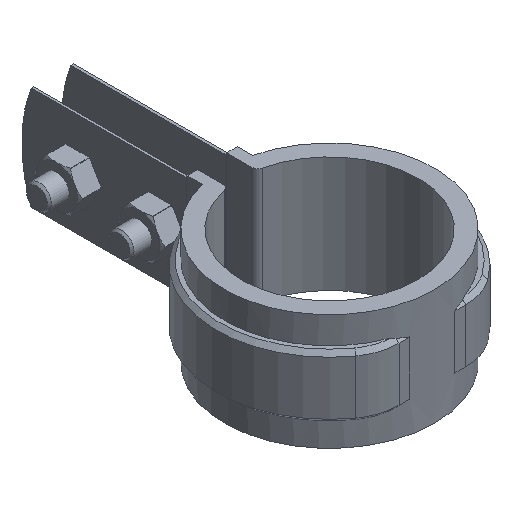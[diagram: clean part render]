
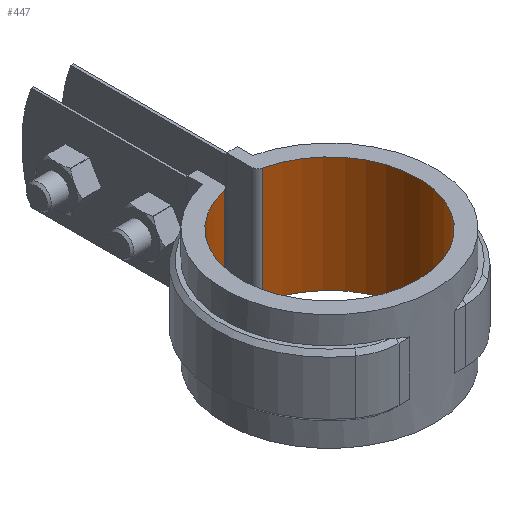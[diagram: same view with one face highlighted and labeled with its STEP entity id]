
A CAD part, isometric view. The second image highlights one B-rep face of the part: STEP entity #447.
In plain terms, the highlighted cylindrical face has radius 21.35 mm (diameter 42.7 mm), a partial arc.
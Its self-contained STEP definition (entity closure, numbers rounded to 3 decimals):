
#447 = ADVANCED_FACE( '', ( #818 ), #819, .F. );
#818 = FACE_OUTER_BOUND( '', #1664, .T. );
#819 = CYLINDRICAL_SURFACE( '', #1665, 21.35 );
#1664 = EDGE_LOOP( '', ( #4314, #4315, #4316, #4317 ) );
#1665 = AXIS2_PLACEMENT_3D( '', #4318, #4319, #4320 );
#4314 = ORIENTED_EDGE( '', *, *, #5264, .F. );
#4315 = ORIENTED_EDGE( '', *, *, #5272, .T. );
#4316 = ORIENTED_EDGE( '', *, *, #5194, .T. );
#4317 = ORIENTED_EDGE( '', *, *, #5275, .T. );
#4318 = CARTESIAN_POINT( '', ( 0., 0., -87.728 ) );
#4319 = DIRECTION( '', ( 0., 0., -1. ) );
#4320 = DIRECTION( '', ( -1., 0., 0. ) );
#5194 = EDGE_CURVE( '', #5985, #5983, #5986, .F. );
#5264 = EDGE_CURVE( '', #6097, #6099, #6100, .F. );
#5272 = EDGE_CURVE( '', #6097, #5985, #6110, .T. );
#5275 = EDGE_CURVE( '', #5983, #6099, #6113, .F. );
#5983 = VERTEX_POINT( '', #9327 );
#5985 = VERTEX_POINT( '', #9329 );
#5986 = CIRCLE( '', #9330, 21.35 );
#6097 = VERTEX_POINT( '', #9648 );
#6099 = VERTEX_POINT( '', #9650 );
#6100 = CIRCLE( '', #9651, 21.35 );
#6110 = LINE( '', #9665, #9666 );
#6113 = LINE( '', #9670, #9671 );
#9327 = CARTESIAN_POINT( '', ( 4.672, 20.833, 1.5 ) );
#9329 = CARTESIAN_POINT( '', ( -4.672, 20.833, 1.5 ) );
#9330 = AXIS2_PLACEMENT_3D( '', #10429, #10430, #10431 );
#9648 = CARTESIAN_POINT( '', ( -4.672, 20.833, -26.5 ) );
#9650 = CARTESIAN_POINT( '', ( 4.672, 20.833, -26.5 ) );
#9651 = AXIS2_PLACEMENT_3D( '', #10534, #10535, #10536 );
#9665 = CARTESIAN_POINT( '', ( -4.672, 20.833, -87.728 ) );
#9666 = VECTOR( '', #10550, 1000. );
#9670 = CARTESIAN_POINT( '', ( 4.672, 20.833, -87.728 ) );
#9671 = VECTOR( '', #10555, 1000. );
#10429 = CARTESIAN_POINT( '', ( 0., 0., 1.5 ) );
#10430 = DIRECTION( '', ( 0., 0., -1. ) );
#10431 = DIRECTION( '', ( -1., 0., 0. ) );
#10534 = CARTESIAN_POINT( '', ( 0., 0., -26.5 ) );
#10535 = DIRECTION( '', ( 0., 0., -1. ) );
#10536 = DIRECTION( '', ( -1., 0., 0. ) );
#10550 = DIRECTION( '', ( 0., 0., 1. ) );
#10555 = DIRECTION( '', ( 0., 0., 1. ) );
